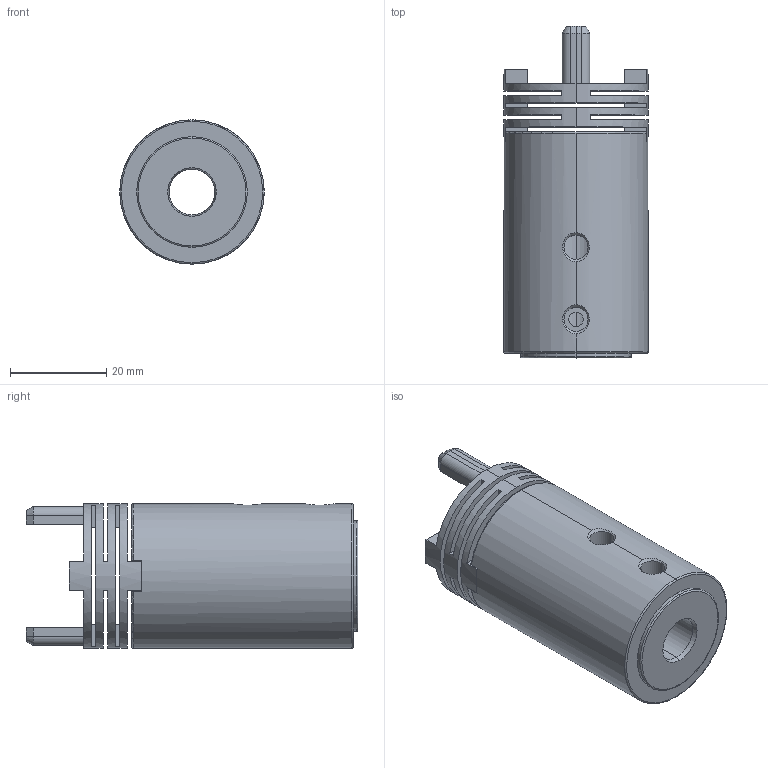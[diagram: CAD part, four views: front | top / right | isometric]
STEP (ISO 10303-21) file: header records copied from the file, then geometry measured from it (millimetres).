
FILE_DESCRIPTION (( 'STEP AP203' ), '1' );
FILE_NAME ('M032_M9410_011-E3.STEP', '2018-05-14T13:43:03', ( '' ), ( '' ), 'SwSTEP 2.0', 'SolidWorks 2016', '' );
FILE_SCHEMA (( 'CONFIG_CONTROL_DESIGN' ));
Length unit declared in the file: millimetre
Products named in the file (1): M032_M9410_011-E3
Bounding box: 30 x 69 x 30 mm (x, y, z)
Surface area: 11577.7 mm2 (no closed solid volume)
Topology: 0 solids, 3 shells, 110 faces, 341 edges, 226 vertices
Faces by surface type: plane 61, cylinder 25, cone 17, torus 7
Entity records: 4215 total; most frequent: CARTESIAN_POINT 958, DIRECTION 690, ORIENTED_EDGE 654, EDGE_CURVE 341, AXIS2_PLACEMENT_3D 258, VERTEX_POINT 226, LINE 174, VECTOR 174
